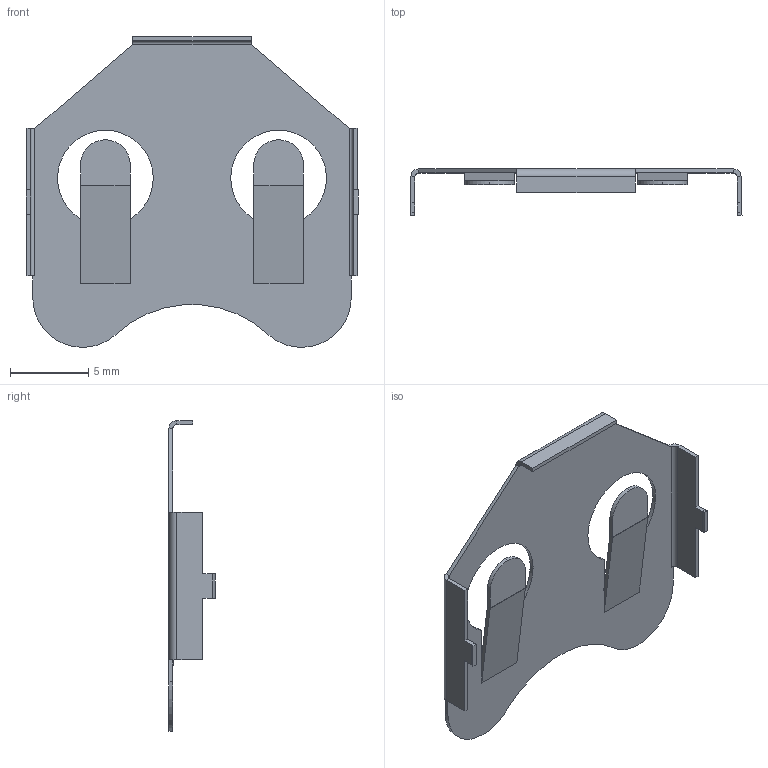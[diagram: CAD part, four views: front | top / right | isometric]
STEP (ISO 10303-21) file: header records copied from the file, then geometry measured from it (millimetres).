
FILE_DESCRIPTION(('FreeCAD Model'),'2;1');
FILE_NAME('keystone-PN3027_trimmed.STEP', '2020-10-24T03:51:25',('Author'),(''), 'Open CASCADE STEP processor 7.3','FreeCAD','Unknown');
FILE_SCHEMA(('AUTOMOTIVE_DESIGN { 1 0 10303 214 1 1 1 1 }'));
Length unit declared in the file: millimetre
Products named in the file (1): Cut
Bounding box: 21.22 x 2.95 x 19.86 mm (x, y, z)
Volume: 91.5 mm3; surface area: 767.1 mm2
Topology: 1 solids, 1 shells, 107 faces, 248 edges, 144 vertices
Faces by surface type: plane 82, cylinder 25
Entity records: 2985 total; most frequent: DIRECTION 514, CARTESIAN_POINT 500, ORIENTED_EDGE 496, EDGE_CURVE 248, LINE 198, VECTOR 198, AXIS2_PLACEMENT_3D 158, VERTEX_POINT 144
